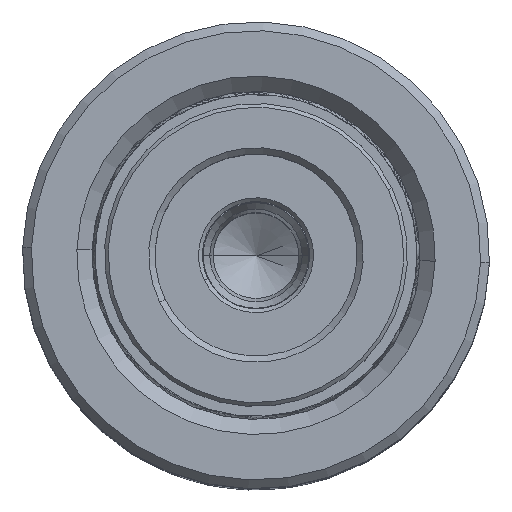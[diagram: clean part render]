
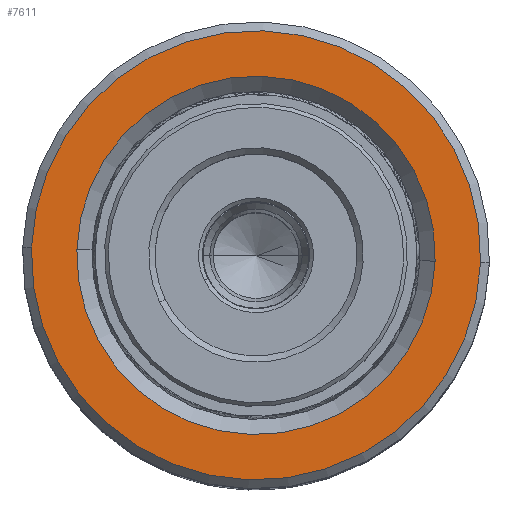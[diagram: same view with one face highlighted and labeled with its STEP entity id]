
A CAD part, top view. The second image highlights one B-rep face of the part: STEP entity #7611.
In plain terms, the highlighted planar face has unit normal (0, 0, 1).
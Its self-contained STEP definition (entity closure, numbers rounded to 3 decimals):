
#443 = CARTESIAN_POINT ( 'NONE',  ( 17.8, 0., 60. ) ) ;
#1893 = AXIS2_PLACEMENT_3D ( 'NONE', #22818, #28139, #8979 ) ;
#2634 = AXIS2_PLACEMENT_3D ( 'NONE', #34998, #6015, #28015 ) ;
#2961 = VERTEX_POINT ( 'NONE', #29359 ) ;
#3513 = EDGE_CURVE ( 'NONE', #2961, #11729, #4228, .T. ) ;
#3837 = CARTESIAN_POINT ( 'NONE',  ( 14.2, 0., 60. ) ) ;
#4228 = CIRCLE ( 'NONE', #8774, 17.8 ) ;
#5278 = EDGE_LOOP ( 'NONE', ( #33685, #10033 ) ) ;
#5680 = DIRECTION ( 'NONE',  ( 1., 0., 0. ) ) ;
#6015 = DIRECTION ( 'NONE',  ( 0., 0., 1. ) ) ;
#7611 = ADVANCED_FACE ( 'NONE', ( #30502, #30335 ), #19502, .T. ) ;
#8070 = ORIENTED_EDGE ( 'NONE', *, *, #27472, .T. ) ;
#8774 = AXIS2_PLACEMENT_3D ( 'NONE', #10602, #27096, #12890 ) ;
#8979 = DIRECTION ( 'NONE',  ( 1., 0., 0. ) ) ;
#10033 = ORIENTED_EDGE ( 'NONE', *, *, #17692, .T. ) ;
#10448 = CIRCLE ( 'NONE', #1893, 14.2 ) ;
#10602 = CARTESIAN_POINT ( 'NONE',  ( 0., 0., 60. ) ) ;
#11013 = DIRECTION ( 'NONE',  ( 0., 0., -1. ) ) ;
#11729 = VERTEX_POINT ( 'NONE', #443 ) ;
#12890 = DIRECTION ( 'NONE',  ( 1., 0., 0. ) ) ;
#14613 = VERTEX_POINT ( 'NONE', #16967 ) ;
#14757 = ORIENTED_EDGE ( 'NONE', *, *, #3513, .T. ) ;
#16967 = CARTESIAN_POINT ( 'NONE',  ( -14.2, 0., 60. ) ) ;
#17692 = EDGE_CURVE ( 'NONE', #14613, #23685, #26064, .T. ) ;
#18171 = CIRCLE ( 'NONE', #22137, 17.8 ) ;
#19502 = PLANE ( 'NONE',  #2634 ) ;
#20697 = EDGE_CURVE ( 'NONE', #23685, #14613, #10448, .T. ) ;
#22137 = AXIS2_PLACEMENT_3D ( 'NONE', #29283, #31425, #23081 ) ;
#22818 = CARTESIAN_POINT ( 'NONE',  ( 0., 0., 60. ) ) ;
#23081 = DIRECTION ( 'NONE',  ( 1., 0., 0. ) ) ;
#23685 = VERTEX_POINT ( 'NONE', #3837 ) ;
#24329 = CARTESIAN_POINT ( 'NONE',  ( 0., 0., 60. ) ) ;
#26064 = CIRCLE ( 'NONE', #32856, 14.2 ) ;
#27096 = DIRECTION ( 'NONE',  ( 0., 0., 1. ) ) ;
#27472 = EDGE_CURVE ( 'NONE', #11729, #2961, #18171, .T. ) ;
#28015 = DIRECTION ( 'NONE',  ( 1., 0., 0. ) ) ;
#28139 = DIRECTION ( 'NONE',  ( 0., 0., -1. ) ) ;
#29227 = EDGE_LOOP ( 'NONE', ( #14757, #8070 ) ) ;
#29283 = CARTESIAN_POINT ( 'NONE',  ( 0., 0., 60. ) ) ;
#29359 = CARTESIAN_POINT ( 'NONE',  ( -17.8, 0., 60. ) ) ;
#30335 = FACE_BOUND ( 'NONE', #5278, .T. ) ;
#30502 = FACE_OUTER_BOUND ( 'NONE', #29227, .T. ) ;
#31425 = DIRECTION ( 'NONE',  ( 0., 0., 1. ) ) ;
#32856 = AXIS2_PLACEMENT_3D ( 'NONE', #24329, #11013, #5680 ) ;
#33685 = ORIENTED_EDGE ( 'NONE', *, *, #20697, .T. ) ;
#34998 = CARTESIAN_POINT ( 'NONE',  ( 0., 0., 60. ) ) ;
